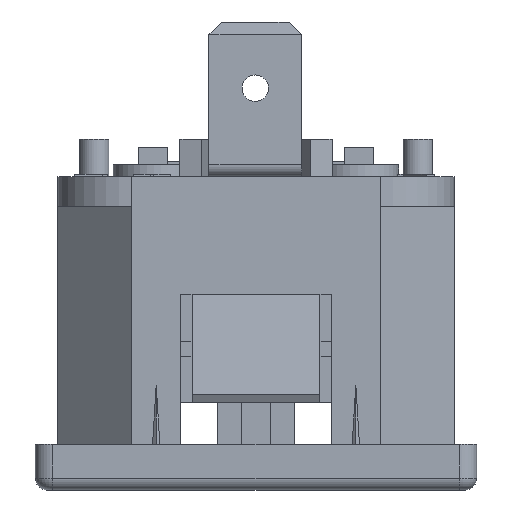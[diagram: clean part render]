
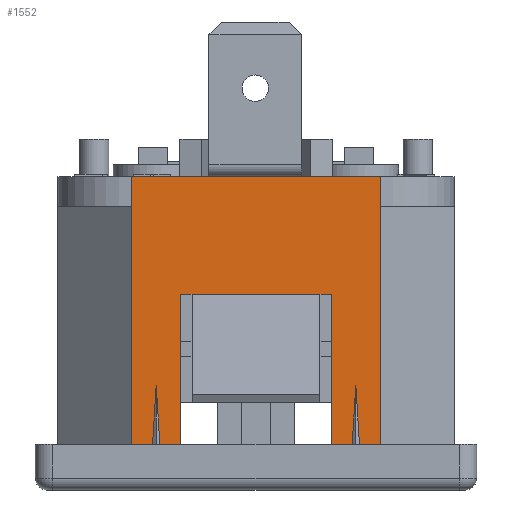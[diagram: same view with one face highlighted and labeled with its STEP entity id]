
A CAD part, front view. The second image highlights one B-rep face of the part: STEP entity #1552.
In plain terms, the highlighted planar face has unit normal (0, -1, 0).
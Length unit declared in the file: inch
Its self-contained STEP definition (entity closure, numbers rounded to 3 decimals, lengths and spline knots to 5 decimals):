
#55 = DIRECTION ( 'NONE',  ( -1., 0., 0. ) ) ;
#288 = VERTEX_POINT ( 'NONE', #1898 ) ;
#296 = EDGE_CURVE ( 'NONE', #6189, #4088, #8931, .T. ) ;
#337 = ORIENTED_EDGE ( 'NONE', *, *, #8563, .F. ) ;
#354 = VECTOR ( 'NONE', #7293, 39.37008 ) ;
#494 = VERTEX_POINT ( 'NONE', #8179 ) ;
#536 = ORIENTED_EDGE ( 'NONE', *, *, #7994, .F. ) ;
#548 = FACE_OUTER_BOUND ( 'NONE', #6631, .T. ) ;
#555 = VERTEX_POINT ( 'NONE', #11236 ) ;
#660 = EDGE_CURVE ( 'NONE', #3641, #9427, #6114, .T. ) ;
#713 = CARTESIAN_POINT ( 'NONE',  ( -0.30219, -0.38051, 0.84051 ) ) ;
#796 = ORIENTED_EDGE ( 'NONE', *, *, #9270, .F. ) ;
#819 = DIRECTION ( 'NONE',  ( 1., 0., 0. ) ) ;
#897 = VECTOR ( 'NONE', #7446, 39.37008 ) ;
#1004 = VECTOR ( 'NONE', #10317, 39.37008 ) ;
#1013 = LINE ( 'NONE', #3734, #3618 ) ;
#1144 = CARTESIAN_POINT ( 'NONE',  ( -0.33307, -0.38051, 0.83858 ) ) ;
#1181 = DIRECTION ( 'NONE',  ( 0., 1., 0. ) ) ;
#1288 = LINE ( 'NONE', #10038, #897 ) ;
#1448 = VECTOR ( 'NONE', #1731, 39.37008 ) ;
#1457 = DIRECTION ( 'NONE',  ( -1., 0., 0. ) ) ;
#1510 = CARTESIAN_POINT ( 'NONE',  ( -0.33307, -0.38051, 0.12205 ) ) ;
#1514 = VERTEX_POINT ( 'NONE', #10579 ) ;
#1552 = ADVANCED_FACE ( 'NONE', ( #548 ), #4821, .F. ) ;
#1614 = LINE ( 'NONE', #5947, #1004 ) ;
#1650 = VECTOR ( 'NONE', #3374, 39.37008 ) ;
#1718 = CARTESIAN_POINT ( 'NONE',  ( -0.20079, -0.38051, 0.52362 ) ) ;
#1731 = DIRECTION ( 'NONE',  ( 0., 0., -1. ) ) ;
#1739 = LINE ( 'NONE', #3654, #8112 ) ;
#1802 = VERTEX_POINT ( 'NONE', #6140 ) ;
#1858 = LINE ( 'NONE', #9810, #7811 ) ;
#1898 = CARTESIAN_POINT ( 'NONE',  ( -0.26713, -0.38051, 0.27953 ) ) ;
#1907 = ORIENTED_EDGE ( 'NONE', *, *, #7730, .F. ) ;
#1920 = CARTESIAN_POINT ( 'NONE',  ( 0.27697, -0.38051, 0.12205 ) ) ;
#1983 = ORIENTED_EDGE ( 'NONE', *, *, #10401, .F. ) ;
#2005 = CARTESIAN_POINT ( 'NONE',  ( -0.20079, -0.38051, 0.52362 ) ) ;
#2130 = EDGE_CURVE ( 'NONE', #3947, #494, #10436, .T. ) ;
#2246 = EDGE_CURVE ( 'NONE', #5743, #494, #8932, .T. ) ;
#2342 = ORIENTED_EDGE ( 'NONE', *, *, #2246, .T. ) ;
#2664 = EDGE_CURVE ( 'NONE', #3761, #555, #1288, .T. ) ;
#2694 = EDGE_CURVE ( 'NONE', #4088, #3641, #8315, .T. ) ;
#2715 = CARTESIAN_POINT ( 'NONE',  ( -0.20079, -0.38051, 0.52362 ) ) ;
#2801 = ORIENTED_EDGE ( 'NONE', *, *, #2694, .F. ) ;
#2805 = VERTEX_POINT ( 'NONE', #9356 ) ;
#2827 = VECTOR ( 'NONE', #6347, 39.37008 ) ;
#2911 = CARTESIAN_POINT ( 'NONE',  ( -0.27697, -0.38051, 0.12205 ) ) ;
#3099 = CARTESIAN_POINT ( 'NONE',  ( 0.33307, -0.38051, 0.83858 ) ) ;
#3228 = DIRECTION ( 'NONE',  ( -1., 0., 0. ) ) ;
#3248 = ORIENTED_EDGE ( 'NONE', *, *, #7868, .F. ) ;
#3374 = DIRECTION ( 'NONE',  ( -0.062, 0., 0.998 ) ) ;
#3386 = VECTOR ( 'NONE', #6518, 39.37008 ) ;
#3569 = EDGE_CURVE ( 'NONE', #2805, #1514, #10984, .T. ) ;
#3587 = CARTESIAN_POINT ( 'NONE',  ( 0.2996, -0.38051, 0.79904 ) ) ;
#3618 = VECTOR ( 'NONE', #8048, 39.37008 ) ;
#3641 = VERTEX_POINT ( 'NONE', #11098 ) ;
#3654 = CARTESIAN_POINT ( 'NONE',  ( -0.33307, -0.38051, 0.12205 ) ) ;
#3734 = CARTESIAN_POINT ( 'NONE',  ( -0.23258, -0.38051, 0.8323 ) ) ;
#3761 = VERTEX_POINT ( 'NONE', #1920 ) ;
#3763 = ORIENTED_EDGE ( 'NONE', *, *, #5198, .F. ) ;
#3783 = DIRECTION ( 'NONE',  ( -1., 0., 0. ) ) ;
#3947 = VERTEX_POINT ( 'NONE', #2911 ) ;
#4088 = VERTEX_POINT ( 'NONE', #10158 ) ;
#4379 = ORIENTED_EDGE ( 'NONE', *, *, #660, .F. ) ;
#4396 = LINE ( 'NONE', #3587, #2827 ) ;
#4605 = VERTEX_POINT ( 'NONE', #10008 ) ;
#4821 = PLANE ( 'NONE',  #7505 ) ;
#5160 = EDGE_CURVE ( 'NONE', #11117, #288, #8551, .T. ) ;
#5198 = EDGE_CURVE ( 'NONE', #1514, #3761, #1739, .T. ) ;
#5623 = ORIENTED_EDGE ( 'NONE', *, *, #9671, .F. ) ;
#5667 = ORIENTED_EDGE ( 'NONE', *, *, #296, .F. ) ;
#5743 = VERTEX_POINT ( 'NONE', #1144 ) ;
#5775 = CARTESIAN_POINT ( 'NONE',  ( -0.33307, -0.38051, 0.12205 ) ) ;
#5947 = CARTESIAN_POINT ( 'NONE',  ( 0.20079, -0.38051, 0.12205 ) ) ;
#5991 = CARTESIAN_POINT ( 'NONE',  ( -0.33307, -0.38051, 0.12205 ) ) ;
#6114 = LINE ( 'NONE', #1718, #8765 ) ;
#6127 = LINE ( 'NONE', #8707, #8896 ) ;
#6140 = CARTESIAN_POINT ( 'NONE',  ( -0.20079, -0.38051, 0.12205 ) ) ;
#6188 = DIRECTION ( 'NONE',  ( -1., 0., 0. ) ) ;
#6189 = VERTEX_POINT ( 'NONE', #10814 ) ;
#6237 = CARTESIAN_POINT ( 'NONE',  ( -0.33307, -0.38051, 0.83858 ) ) ;
#6347 = DIRECTION ( 'NONE',  ( -0.062, 0., -0.998 ) ) ;
#6475 = DIRECTION ( 'NONE',  ( 0., 0., -1. ) ) ;
#6518 = DIRECTION ( 'NONE',  ( -1., 0., 0. ) ) ;
#6562 = VECTOR ( 'NONE', #55, 39.37008 ) ;
#6631 = EDGE_LOOP ( 'NONE', ( #3248, #7341, #3763, #7369, #1907, #2342, #8147, #1983, #11199, #5623, #337, #4379, #2801, #5667, #796, #536 ) ) ;
#7087 = VECTOR ( 'NONE', #3228, 39.37008 ) ;
#7293 = DIRECTION ( 'NONE',  ( 0., 0., -1. ) ) ;
#7341 = ORIENTED_EDGE ( 'NONE', *, *, #2664, .F. ) ;
#7369 = ORIENTED_EDGE ( 'NONE', *, *, #3569, .F. ) ;
#7387 = CARTESIAN_POINT ( 'NONE',  ( 0.17126, -0.38051, 0.52362 ) ) ;
#7446 = DIRECTION ( 'NONE',  ( -0.062, 0., 0.998 ) ) ;
#7505 = AXIS2_PLACEMENT_3D ( 'NONE', #10167, #1181, #9077 ) ;
#7730 = EDGE_CURVE ( 'NONE', #5743, #2805, #6127, .T. ) ;
#7811 = VECTOR ( 'NONE', #6475, 39.37008 ) ;
#7868 = EDGE_CURVE ( 'NONE', #555, #10075, #4396, .T. ) ;
#7889 = VECTOR ( 'NONE', #1457, 39.37008 ) ;
#7994 = EDGE_CURVE ( 'NONE', #10075, #4605, #10835, .T. ) ;
#8048 = DIRECTION ( 'NONE',  ( -0.062, 0., -0.998 ) ) ;
#8060 = CARTESIAN_POINT ( 'NONE',  ( -0.25728, -0.38051, 0.12205 ) ) ;
#8072 = VECTOR ( 'NONE', #10098, 39.37008 ) ;
#8112 = VECTOR ( 'NONE', #6188, 39.37008 ) ;
#8147 = ORIENTED_EDGE ( 'NONE', *, *, #2130, .F. ) ;
#8179 = CARTESIAN_POINT ( 'NONE',  ( -0.33307, -0.38051, 0.12205 ) ) ;
#8315 = LINE ( 'NONE', #7387, #8072 ) ;
#8551 = LINE ( 'NONE', #713, #1650 ) ;
#8563 = EDGE_CURVE ( 'NONE', #9427, #1802, #1858, .T. ) ;
#8630 = LINE ( 'NONE', #5991, #7087 ) ;
#8707 = CARTESIAN_POINT ( 'NONE',  ( -0.33307, -0.38051, 0.83858 ) ) ;
#8765 = VECTOR ( 'NONE', #3783, 39.37008 ) ;
#8887 = CARTESIAN_POINT ( 'NONE',  ( 0.25728, -0.38051, 0.12205 ) ) ;
#8896 = VECTOR ( 'NONE', #819, 39.37008 ) ;
#8931 = LINE ( 'NONE', #2715, #6562 ) ;
#8932 = LINE ( 'NONE', #6237, #1448 ) ;
#9077 = DIRECTION ( 'NONE',  ( 1., 0., 0. ) ) ;
#9270 = EDGE_CURVE ( 'NONE', #4605, #6189, #1614, .T. ) ;
#9356 = CARTESIAN_POINT ( 'NONE',  ( 0.33307, -0.38051, 0.83858 ) ) ;
#9427 = VERTEX_POINT ( 'NONE', #2005 ) ;
#9671 = EDGE_CURVE ( 'NONE', #1802, #11117, #8630, .T. ) ;
#9810 = CARTESIAN_POINT ( 'NONE',  ( -0.20079, -0.38051, 0.12205 ) ) ;
#10008 = CARTESIAN_POINT ( 'NONE',  ( 0.20079, -0.38051, 0.12205 ) ) ;
#10038 = CARTESIAN_POINT ( 'NONE',  ( 0.22999, -0.38051, 0.87377 ) ) ;
#10075 = VERTEX_POINT ( 'NONE', #8887 ) ;
#10098 = DIRECTION ( 'NONE',  ( -1., 0., 0. ) ) ;
#10158 = CARTESIAN_POINT ( 'NONE',  ( 0.17126, -0.38051, 0.52362 ) ) ;
#10167 = CARTESIAN_POINT ( 'NONE',  ( -0.33307, -0.38051, 0.83858 ) ) ;
#10317 = DIRECTION ( 'NONE',  ( 0., 0., 1. ) ) ;
#10401 = EDGE_CURVE ( 'NONE', #288, #3947, #1013, .T. ) ;
#10436 = LINE ( 'NONE', #1510, #7889 ) ;
#10579 = CARTESIAN_POINT ( 'NONE',  ( 0.33307, -0.38051, 0.12205 ) ) ;
#10814 = CARTESIAN_POINT ( 'NONE',  ( 0.20079, -0.38051, 0.52362 ) ) ;
#10835 = LINE ( 'NONE', #5775, #3386 ) ;
#10984 = LINE ( 'NONE', #3099, #354 ) ;
#11098 = CARTESIAN_POINT ( 'NONE',  ( -0.17126, -0.38051, 0.52362 ) ) ;
#11117 = VERTEX_POINT ( 'NONE', #8060 ) ;
#11199 = ORIENTED_EDGE ( 'NONE', *, *, #5160, .F. ) ;
#11236 = CARTESIAN_POINT ( 'NONE',  ( 0.26713, -0.38051, 0.27953 ) ) ;
